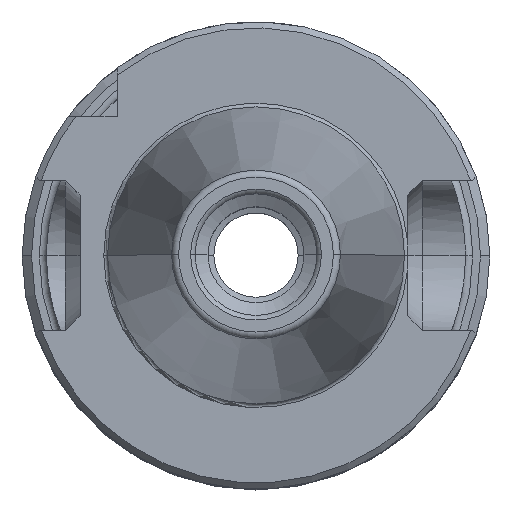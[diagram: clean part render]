
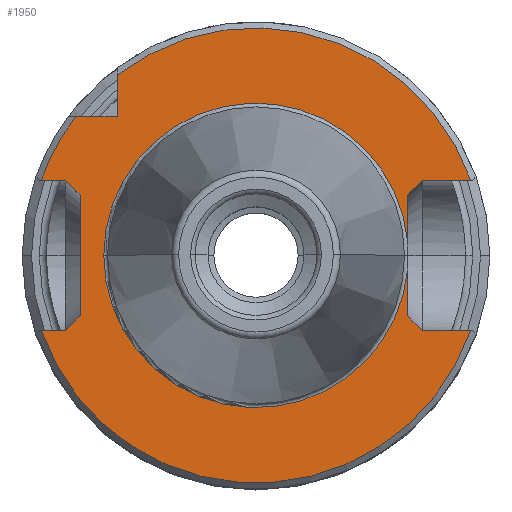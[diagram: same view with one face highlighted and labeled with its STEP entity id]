
A CAD part, top view. The second image highlights one B-rep face of the part: STEP entity #1950.
In plain terms, the highlighted planar face has unit normal (0, 0, 1).
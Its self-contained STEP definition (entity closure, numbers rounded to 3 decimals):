
#968=VERTEX_POINT('NONE',#2851);
#984=VERTEX_POINT('NONE',#2868);
#1008=VERTEX_POINT('NONE',#2895);
#1042=EDGE_CURVE('NONE',#1806,#1218,#2931,.T.);
#1066=EDGE_CURVE('NONE',#1276,#1310,#2957,.T.);
#1078=VERTEX_POINT('NONE',#2970);
#1176=EDGE_CURVE('NONE',#1938,#1310,#3080,.T.);
#1218=VERTEX_POINT('NONE',#3124);
#1240=VERTEX_POINT('NONE',#3148);
#1270=VERTEX_POINT('NONE',#3181);
#1276=VERTEX_POINT('NONE',#3187);
#1284=EDGE_CURVE('NONE',#984,#1008,#3195,.T.);
#1310=VERTEX_POINT('NONE',#3227);
#1334=VERTEX_POINT('NONE',#3253);
#1424=VERTEX_POINT('NONE',#3352);
#1478=EDGE_CURVE('NONE',#968,#2054,#3411,.T.);
#1552=EDGE_CURVE('NONE',#1270,#1334,#3492,.T.);
#1616=EDGE_CURVE('NONE',#1078,#1424,#3560,.T.);
#1748=EDGE_CURVE('NONE',#1806,#2214,#3702,.T.);
#1806=VERTEX_POINT('NONE',#3766);
#1820=EDGE_CURVE('NONE',#1276,#2214,#3780,.T.);
#1834=EDGE_CURVE('NONE',#2388,#1008,#3794,.T.);
#1892=EDGE_CURVE('NONE',#1270,#1218,#3858,.T.);
#1938=VERTEX_POINT('NONE',#3910);
#1950=ADVANCED_FACE('NONE',(#3923),#3924,.F.);
#2032=EDGE_CURVE('NONE',#1240,#2054,#4016,.T.);
#2054=VERTEX_POINT('NONE',#4044);
#2064=EDGE_CURVE('NONE',#1078,#2388,#4055,.T.);
#2128=EDGE_CURVE('NONE',#2548,#968,#4123,.T.);
#2130=EDGE_CURVE('NONE',#1334,#2570,#4125,.T.);
#2214=VERTEX_POINT('NONE',#4215);
#2388=VERTEX_POINT('NONE',#4412);
#2410=EDGE_CURVE('NONE',#2570,#984,#4436,.T.);
#2548=VERTEX_POINT('NONE',#4588);
#2570=VERTEX_POINT('NONE',#4614);
#2694=EDGE_CURVE('NONE',#1938,#1240,#4752,.T.);
#2760=EDGE_CURVE('NONE',#1424,#2548,#4824,.T.);
#2851=CARTESIAN_POINT('',(22.954,8.05,-3.2));
#2868=CARTESIAN_POINT('',(16.2,-6.45,-3.2));
#2895=CARTESIAN_POINT('',(16.2,-1.561,-3.2));
#2931=LINE('',#5083,#5084);
#2957=LINE('',#5153,#5154);
#2970=CARTESIAN_POINT('',(16.2,1.561,-3.2));
#3080=CIRCLE('',#5444,24.325);
#3124=CARTESIAN_POINT('',(-20.4,-8.05,-3.2));
#3148=CARTESIAN_POINT('',(-14.85,14.85,-3.2));
#3181=CARTESIAN_POINT('',(-22.954,-8.05,-3.2));
#3187=CARTESIAN_POINT('',(-20.4,8.05,-3.2));
#3195=LINE('',#5633,#5634);
#3227=CARTESIAN_POINT('',(-22.954,8.05,-3.2));
#3253=CARTESIAN_POINT('',(22.954,-8.05,-3.2));
#3352=CARTESIAN_POINT('',(16.2,6.45,-3.2));
#3411=CIRCLE('',#5987,24.325);
#3492=CIRCLE('',#6104,24.325);
#3560=LINE('',#6208,#6209);
#3702=LINE('',#6473,#6474);
#3766=CARTESIAN_POINT('',(-18.8,-6.45,-3.2));
#3780=LINE('',#6618,#6619);
#3794=CIRCLE('',#6659,16.275);
#3858=LINE('',#6754,#6755);
#3910=CARTESIAN_POINT('',(-19.266,14.85,-3.2));
#3923=FACE_OUTER_BOUND('',#6865,.T.);
#3924=PLANE('',#6866);
#4016=LINE('',#6995,#6996);
#4044=CARTESIAN_POINT('',(-14.85,19.266,-3.2));
#4055=CIRCLE('',#7042,16.275);
#4123=LINE('',#7147,#7148);
#4125=LINE('',#7151,#7152);
#4215=CARTESIAN_POINT('',(-18.8,6.45,-3.2));
#4412=CARTESIAN_POINT('',(-16.275,0.,-3.2));
#4436=LINE('',#7609,#7610);
#4588=CARTESIAN_POINT('',(17.8,8.05,-3.2));
#4614=CARTESIAN_POINT('',(17.8,-8.05,-3.2));
#4752=LINE('',#8161,#8162);
#4824=LINE('',#8293,#8294);
#5083=CARTESIAN_POINT('',(-14.313,-1.963,-3.2));
#5084=VECTOR('',#8481,1000.0);
#5153=CARTESIAN_POINT('',(0.,8.05,-3.2));
#5154=VECTOR('',#8512,1000.0);
#5444=AXIS2_PLACEMENT_3D('',#8689,#8690,#8691);
#5633=CARTESIAN_POINT('',(16.2,-16.275,-3.2));
#5634=VECTOR('',#8782,1000.0);
#5987=AXIS2_PLACEMENT_3D('',#9021,#9022,#9023);
#6104=AXIS2_PLACEMENT_3D('',#9119,#9120,#9121);
#6208=CARTESIAN_POINT('',(16.2,-16.275,-3.2));
#6209=VECTOR('',#9191,1000.0);
#6473=CARTESIAN_POINT('',(-18.8,-16.275,-3.2));
#6474=VECTOR('',#9351,1000.0);
#6618=CARTESIAN_POINT('',(1.962,-14.313,-3.2));
#6619=VECTOR('',#9442,1000.0);
#6659=AXIS2_PLACEMENT_3D('',#9447,#9448,#9449);
#6754=CARTESIAN_POINT('',(0.,-8.05,-3.2));
#6755=VECTOR('',#9540,1000.0);
#6865=EDGE_LOOP('',(#9622,#9623,#9624,#9625,#9626,#9627,#9628,#9629,#9630,#9631,#9632,#9633,#9634,#9635,#9636,#9637,#9638,#9639));
#6866=AXIS2_PLACEMENT_3D('',#9640,#9641,#9642);
#6995=CARTESIAN_POINT('',(-14.85,-16.275,-3.2));
#6996=VECTOR('',#9753,1000.0);
#7042=AXIS2_PLACEMENT_3D('',#9813,#9814,#9815);
#7147=CARTESIAN_POINT('',(0.,8.05,-3.2));
#7148=VECTOR('',#9870,1000.0);
#7151=CARTESIAN_POINT('',(0.,-8.05,-3.2));
#7152=VECTOR('',#9871,1000.0);
#7609=CARTESIAN_POINT('',(13.012,-3.262,-3.2));
#7610=VECTOR('',#10231,1000.0);
#8161=CARTESIAN_POINT('',(0.,14.85,-3.2));
#8162=VECTOR('',#10599,1000.0);
#8293=CARTESIAN_POINT('',(-3.263,-13.012,-3.2));
#8294=VECTOR('',#10672,1000.0);
#8481=DIRECTION('',(-0.707,-0.707,0.0));
#8512=DIRECTION('',(-1.0,0.,0.0));
#8689=CARTESIAN_POINT('',(0.0,0.0,-3.2));
#8690=DIRECTION('',(0.0,0.0,1.0));
#8691=DIRECTION('',(-1.0,0.,0.0));
#8782=DIRECTION('',(0.,1.0,0.0));
#9021=CARTESIAN_POINT('',(0.0,0.0,-3.2));
#9022=DIRECTION('',(0.0,0.0,1.0));
#9023=DIRECTION('',(-1.0,0.,0.0));
#9119=CARTESIAN_POINT('',(0.0,0.0,-3.2));
#9120=DIRECTION('',(0.0,0.0,1.0));
#9121=DIRECTION('',(-1.0,0.,0.0));
#9191=DIRECTION('',(0.,1.0,0.0));
#9351=DIRECTION('',(0.,1.0,0.0));
#9442=DIRECTION('',(0.707,-0.707,-0.0));
#9447=CARTESIAN_POINT('',(0.0,0.0,-3.2));
#9448=DIRECTION('',(0.0,0.0,1.0));
#9449=DIRECTION('',(-1.0,0.,0.0));
#9540=DIRECTION('',(1.0,0.,-0.0));
#9622=ORIENTED_EDGE('',*,*,#2032,.F.);
#9623=ORIENTED_EDGE('',*,*,#2694,.F.);
#9624=ORIENTED_EDGE('',*,*,#1176,.T.);
#9625=ORIENTED_EDGE('',*,*,#1066,.F.);
#9626=ORIENTED_EDGE('',*,*,#1820,.T.);
#9627=ORIENTED_EDGE('',*,*,#1748,.F.);
#9628=ORIENTED_EDGE('',*,*,#1042,.T.);
#9629=ORIENTED_EDGE('',*,*,#1892,.F.);
#9630=ORIENTED_EDGE('',*,*,#1552,.T.);
#9631=ORIENTED_EDGE('',*,*,#2130,.T.);
#9632=ORIENTED_EDGE('',*,*,#2410,.T.);
#9633=ORIENTED_EDGE('',*,*,#1284,.T.);
#9634=ORIENTED_EDGE('',*,*,#1834,.F.);
#9635=ORIENTED_EDGE('',*,*,#2064,.F.);
#9636=ORIENTED_EDGE('',*,*,#1616,.T.);
#9637=ORIENTED_EDGE('',*,*,#2760,.T.);
#9638=ORIENTED_EDGE('',*,*,#2128,.T.);
#9639=ORIENTED_EDGE('',*,*,#1478,.T.);
#9640=CARTESIAN_POINT('',(0.,-16.275,-3.2));
#9641=DIRECTION('',(-0.0,0.0,-1.0));
#9642=DIRECTION('',(0.,-1.0,0.0));
#9753=DIRECTION('',(0.,1.0,0.0));
#9813=CARTESIAN_POINT('',(0.0,0.0,-3.2));
#9814=DIRECTION('',(0.0,0.0,1.0));
#9815=DIRECTION('',(-1.0,0.,0.0));
#9870=DIRECTION('',(1.0,0.,-0.0));
#9871=DIRECTION('',(-1.0,0.,0.0));
#10231=DIRECTION('',(-0.707,0.707,0.0));
#10599=DIRECTION('',(1.0,0.,-0.0));
#10672=DIRECTION('',(0.707,0.707,0.0));
